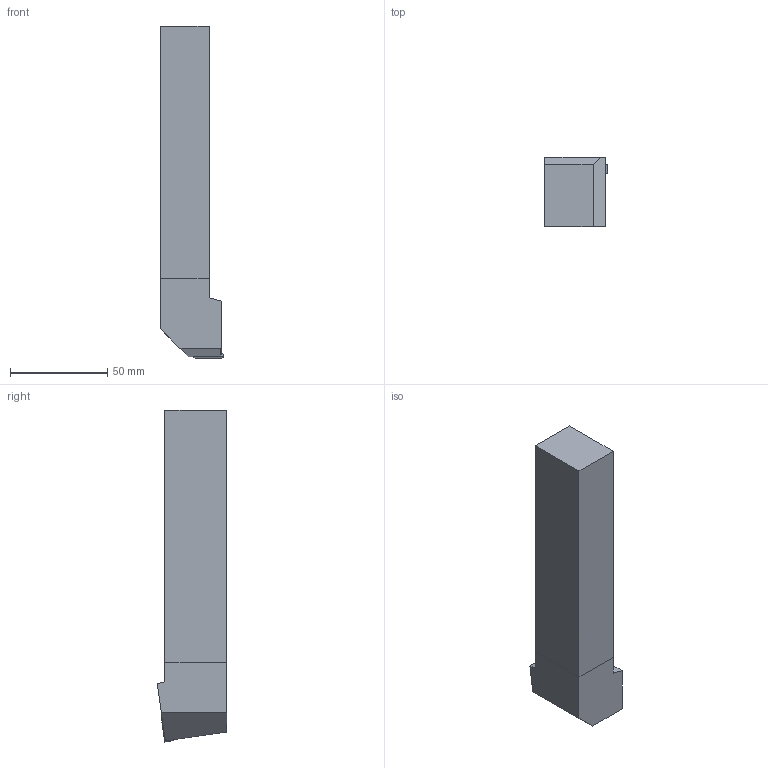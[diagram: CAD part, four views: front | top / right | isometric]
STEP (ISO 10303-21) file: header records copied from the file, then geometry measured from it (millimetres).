
FILE_DESCRIPTION(/* description */ (''),/* implementation_level */ '2;1');
FILE_NAME(/* name */ 'CTFNL3225P16-PL.stp',/* time_stamp */ '2012-09-05T14:43:55+05:00',/* author */ (''),/* organization */ (''),/* preprocessor_version */ 'ST-DEVELOPER v11',/* originating_system */ 'SIEMENS PLM Software NX 7.5',/* authorisation */ '');
FILE_SCHEMA (('AUTOMOTIVE_DESIGN { 1 0 10303 214 1 1 1 1 }'));
Length unit declared in the file: millimetre
Products named in the file (1): inpuF8EBuvqr
Bounding box: 32.2 x 35.76 x 171 mm (x, y, z)
Volume: 138583.5 mm3; surface area: 23338.7 mm2
Topology: 3 solids, 3 shells, 29 faces, 68 edges, 45 vertices
Faces by surface type: plane 26, cylinder 3
Entity records: 857 total; most frequent: CARTESIAN_POINT 143, ORIENTED_EDGE 136, DIRECTION 134, EDGE_CURVE 68, LINE 62, VECTOR 62, VERTEX_POINT 45, AXIS2_PLACEMENT_3D 36
